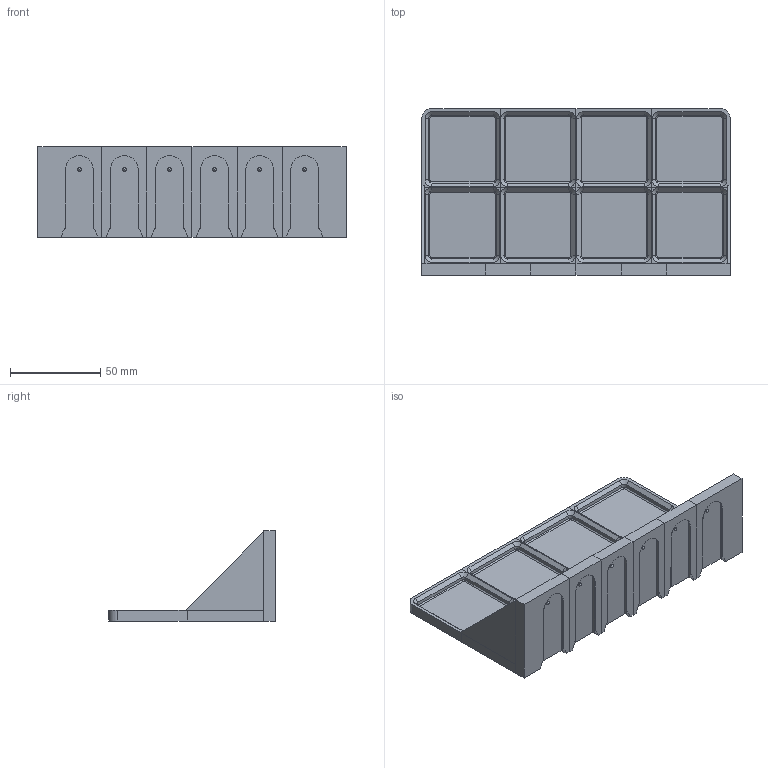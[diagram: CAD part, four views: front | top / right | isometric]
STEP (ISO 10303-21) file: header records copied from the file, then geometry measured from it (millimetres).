
FILE_DESCRIPTION(('HOOPS Exchange Step'),'2;1');
FILE_NAME('temp_export','2024-07-24T20:21:13+02:00',('ddanier'),('Shapr3D Limited'),'HOOPS Exchange 2024.2','Shapr3D','Authorized');
FILE_SCHEMA( ('AUTOMOTIVE_DESIGN { 1 0 10303 214 1 1 1 1 }') );
Length unit declared in the file: millimetre
Products named in the file (1): Gridfinity 4x2 shelve
Bounding box: 171 x 92.5 x 50 mm (x, y, z)
Volume: 73337.3 mm3; surface area: 72878.7 mm2
Topology: 16 solids, 16 shells, 374 faces, 844 edges, 510 vertices
Faces by surface type: plane 240, cone 76, cylinder 46, bspline 12
Entity records: 10553 total; most frequent: CARTESIAN_POINT 2221, DIRECTION 1702, ORIENTED_EDGE 1676, EDGE_CURVE 838, VECTOR 640, LINE 640, AXIS2_PLACEMENT_3D 531, VERTEX_POINT 510
